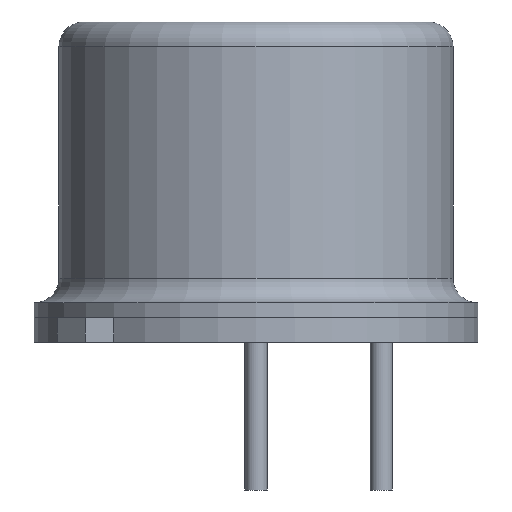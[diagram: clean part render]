
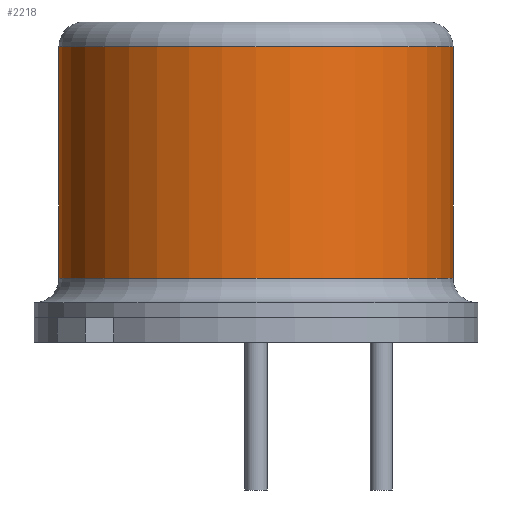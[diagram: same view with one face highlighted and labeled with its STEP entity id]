
A CAD part, front view. The second image highlights one B-rep face of the part: STEP entity #2218.
In plain terms, the highlighted cylindrical face has radius 4 mm (diameter 8 mm), a partial arc.
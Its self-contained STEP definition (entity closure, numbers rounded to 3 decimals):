
#17 = CARTESIAN_POINT ( 'NONE',  ( 4., 0., 6. ) ) ;
#43 = ORIENTED_EDGE ( 'NONE', *, *, #2761, .T. ) ;
#51 = CIRCLE ( 'NONE', #2750, 4. ) ;
#145 = CIRCLE ( 'NONE', #557, 4. ) ;
#188 = VECTOR ( 'NONE', #1216, 1000. ) ;
#245 = EDGE_LOOP ( 'NONE', ( #1352, #573, #767, #43 ) ) ;
#303 = VECTOR ( 'NONE', #1635, 1000. ) ;
#557 = AXIS2_PLACEMENT_3D ( 'NONE', #986, #1621, #788 ) ;
#573 = ORIENTED_EDGE ( 'NONE', *, *, #715, .T. ) ;
#609 = CARTESIAN_POINT ( 'NONE',  ( -4., 0., 1.3 ) ) ;
#692 = EDGE_CURVE ( 'NONE', #1479, #1847, #1459, .T. ) ;
#715 = EDGE_CURVE ( 'NONE', #2118, #1479, #145, .T. ) ;
#748 = CYLINDRICAL_SURFACE ( 'NONE', #2431, 4. ) ;
#767 = ORIENTED_EDGE ( 'NONE', *, *, #692, .T. ) ;
#788 = DIRECTION ( 'NONE',  ( 1., 0., 0. ) ) ;
#986 = CARTESIAN_POINT ( 'NONE',  ( 0., 0., 6. ) ) ;
#1097 = CARTESIAN_POINT ( 'NONE',  ( 4., 0., 1.3 ) ) ;
#1141 = FACE_OUTER_BOUND ( 'NONE', #245, .T. ) ;
#1207 = VERTEX_POINT ( 'NONE', #1097 ) ;
#1215 = CARTESIAN_POINT ( 'NONE',  ( 4., 0., 6.5 ) ) ;
#1216 = DIRECTION ( 'NONE',  ( 0., 0., -1. ) ) ;
#1352 = ORIENTED_EDGE ( 'NONE', *, *, #1477, .F. ) ;
#1359 = CARTESIAN_POINT ( 'NONE',  ( 0., 0., 1.3 ) ) ;
#1404 = DIRECTION ( 'NONE',  ( 0., 0., 1. ) ) ;
#1459 = LINE ( 'NONE', #2695, #188 ) ;
#1477 = EDGE_CURVE ( 'NONE', #2118, #1207, #1618, .T. ) ;
#1479 = VERTEX_POINT ( 'NONE', #1874 ) ;
#1618 = LINE ( 'NONE', #1215, #303 ) ;
#1621 = DIRECTION ( 'NONE',  ( 0., 0., -1. ) ) ;
#1635 = DIRECTION ( 'NONE',  ( 0., 0., -1. ) ) ;
#1847 = VERTEX_POINT ( 'NONE', #609 ) ;
#1874 = CARTESIAN_POINT ( 'NONE',  ( -4., 0., 6. ) ) ;
#2090 = DIRECTION ( 'NONE',  ( 1., 0., 0. ) ) ;
#2118 = VERTEX_POINT ( 'NONE', #17 ) ;
#2218 = ADVANCED_FACE ( 'NONE', ( #1141 ), #748, .T. ) ;
#2265 = DIRECTION ( 'NONE',  ( 0., 0., -1. ) ) ;
#2279 = DIRECTION ( 'NONE',  ( -1., 0., 0. ) ) ;
#2420 = CARTESIAN_POINT ( 'NONE',  ( 0., 0., 6.5 ) ) ;
#2431 = AXIS2_PLACEMENT_3D ( 'NONE', #2420, #2265, #2279 ) ;
#2695 = CARTESIAN_POINT ( 'NONE',  ( -4., 0., 6.5 ) ) ;
#2750 = AXIS2_PLACEMENT_3D ( 'NONE', #1359, #1404, #2090 ) ;
#2761 = EDGE_CURVE ( 'NONE', #1847, #1207, #51, .T. ) ;
